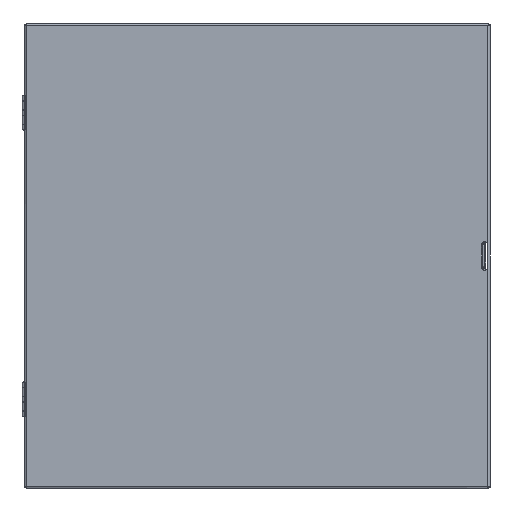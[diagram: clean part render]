
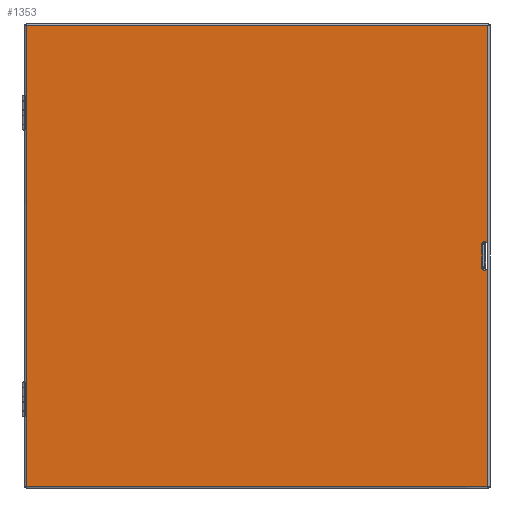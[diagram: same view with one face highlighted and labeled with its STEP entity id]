
A CAD part, front view. The second image highlights one B-rep face of the part: STEP entity #1353.
In plain terms, the highlighted planar face has unit normal (0, -1, 0).
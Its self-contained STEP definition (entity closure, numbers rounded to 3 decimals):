
#1353 = ADVANCED_FACE( '', ( #2883, #2884 ), #2885, .T. );
#2883 = FACE_OUTER_BOUND( '', #4835, .T. );
#2884 = FACE_BOUND( '', #4836, .T. );
#2885 = PLANE( '', #4837 );
#4835 = EDGE_LOOP( '', ( #8610, #8611, #8612, #8613 ) );
#4836 = EDGE_LOOP( '', ( #8614, #8615, #8616, #8617 ) );
#4837 = AXIS2_PLACEMENT_3D( '', #8618, #8619, #8620 );
#8610 = ORIENTED_EDGE( '', *, *, #11831, .T. );
#8611 = ORIENTED_EDGE( '', *, *, #11187, .F. );
#8612 = ORIENTED_EDGE( '', *, *, #11392, .T. );
#8613 = ORIENTED_EDGE( '', *, *, #10512, .T. );
#8614 = ORIENTED_EDGE( '', *, *, #10940, .T. );
#8615 = ORIENTED_EDGE( '', *, *, #10936, .T. );
#8616 = ORIENTED_EDGE( '', *, *, #10601, .T. );
#8617 = ORIENTED_EDGE( '', *, *, #11832, .T. );
#8618 = CARTESIAN_POINT( '', ( 0., 0., 0. ) );
#8619 = DIRECTION( '', ( 0., -1., 0. ) );
#8620 = DIRECTION( '', ( 0., 0., -1. ) );
#10512 = EDGE_CURVE( '', #12474, #12479, #12481, .T. );
#10601 = EDGE_CURVE( '', #12634, #12632, #12635, .T. );
#10936 = EDGE_CURVE( '', #13198, #12634, #13199, .T. );
#10940 = EDGE_CURVE( '', #13204, #13198, #13205, .T. );
#11187 = EDGE_CURVE( '', #13589, #13585, #13591, .T. );
#11392 = EDGE_CURVE( '', #13589, #12474, #13881, .T. );
#11831 = EDGE_CURVE( '', #12479, #13585, #14485, .T. );
#11832 = EDGE_CURVE( '', #12632, #13204, #14486, .T. );
#12474 = VERTEX_POINT( '', #15316 );
#12479 = VERTEX_POINT( '', #15331 );
#12481 = LINE( '', #15342, #15343 );
#12632 = VERTEX_POINT( '', #15571 );
#12634 = VERTEX_POINT( '', #15574 );
#12635 = LINE( '', #15575, #15576 );
#13198 = VERTEX_POINT( '', #16431 );
#13199 = CIRCLE( '', #16432, 3.175 );
#13204 = VERTEX_POINT( '', #16439 );
#13205 = LINE( '', #16440, #16441 );
#13585 = VERTEX_POINT( '', #17022 );
#13589 = VERTEX_POINT( '', #17036 );
#13591 = LINE( '', #17047, #17048 );
#13881 = LINE( '', #17507, #17508 );
#14485 = LINE( '', #18511, #18512 );
#14486 = CIRCLE( '', #18513, 3.175 );
#15316 = CARTESIAN_POINT( '', ( -255.575, 0., 255.575 ) );
#15331 = CARTESIAN_POINT( '', ( -255.575, 0., -255.575 ) );
#15342 = CARTESIAN_POINT( '', ( -255.575, 0., -257.912 ) );
#15343 = VECTOR( '', #19288, 1000. );
#15571 = CARTESIAN_POINT( '', ( 248.781, 0., 12.7 ) );
#15574 = CARTESIAN_POINT( '', ( 248.781, 0., -12.7 ) );
#15575 = CARTESIAN_POINT( '', ( 248.781, 0., -12.7 ) );
#15576 = VECTOR( '', #19394, 1000. );
#16431 = CARTESIAN_POINT( '', ( 255.131, 0., -12.7 ) );
#16432 = AXIS2_PLACEMENT_3D( '', #19723, #19724, #19725 );
#16439 = CARTESIAN_POINT( '', ( 255.131, 0., 12.7 ) );
#16440 = CARTESIAN_POINT( '', ( 255.131, 0., 12.7 ) );
#16441 = VECTOR( '', #19728, 1000. );
#17022 = CARTESIAN_POINT( '', ( 255.575, 0., -255.575 ) );
#17036 = CARTESIAN_POINT( '', ( 255.575, 0., 255.575 ) );
#17047 = CARTESIAN_POINT( '', ( 255.575, 0., 255.575 ) );
#17048 = VECTOR( '', #19988, 1000. );
#17507 = CARTESIAN_POINT( '', ( -257.912, 0., 255.575 ) );
#17508 = VECTOR( '', #20196, 1000. );
#18511 = CARTESIAN_POINT( '', ( 255.575, 0., -255.575 ) );
#18512 = VECTOR( '', #20617, 1000. );
#18513 = AXIS2_PLACEMENT_3D( '', #20618, #20619, #20620 );
#19288 = DIRECTION( '', ( 0., 0., -1. ) );
#19394 = DIRECTION( '', ( 0., 0., 1. ) );
#19723 = CARTESIAN_POINT( '', ( 251.956, 0., -12.7 ) );
#19724 = DIRECTION( '', ( 0., 1., 0. ) );
#19725 = DIRECTION( '', ( 0., 0., 1. ) );
#19728 = DIRECTION( '', ( 0., 0., -1. ) );
#19988 = DIRECTION( '', ( 0., 0., -1. ) );
#20196 = DIRECTION( '', ( -1., 0., 0. ) );
#20617 = DIRECTION( '', ( 1., 0., 0. ) );
#20618 = CARTESIAN_POINT( '', ( 251.956, 0., 12.7 ) );
#20619 = DIRECTION( '', ( 0., 1., 0. ) );
#20620 = DIRECTION( '', ( 0., 0., -1. ) );
